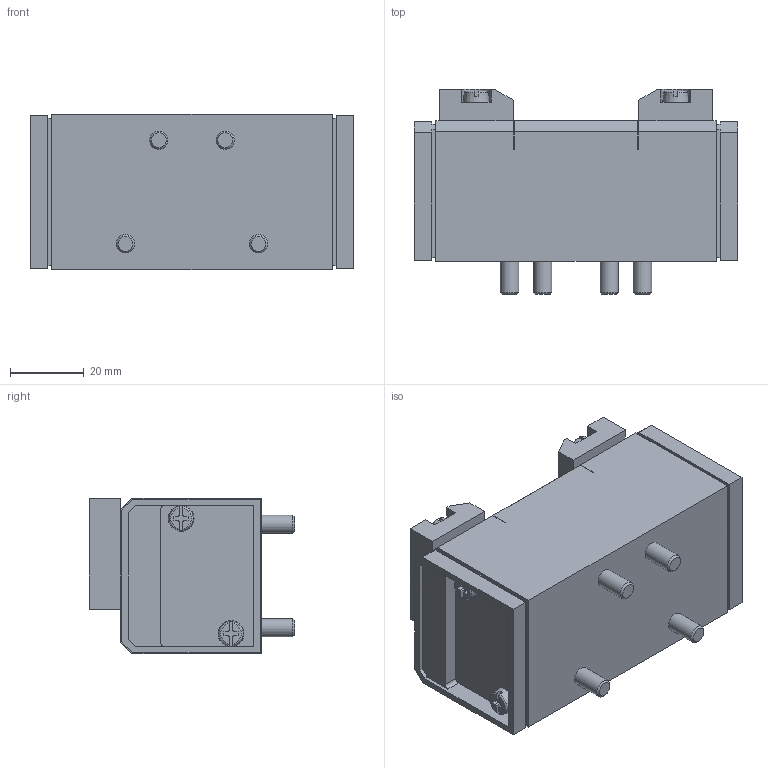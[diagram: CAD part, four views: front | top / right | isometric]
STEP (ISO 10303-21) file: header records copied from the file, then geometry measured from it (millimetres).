
FILE_DESCRIPTION(/* description */ ('STEP AP214'),/* implementation_level */ '2;1');
FILE_NAME(/* name */ '536013_J-5_2-D-1-C-EX',/* time_stamp */ '2024-08-29T14:16:06+02:00',/* author */ ('License CC BY-ND 4.0'),/* organization */ ('CADENAS'),/* preprocessor_version */ 'ST-DEVELOPER v19.3',/* originating_system */ 'PARTsolutions',/* authorisation */ ' ');
FILE_SCHEMA (('AUTOMOTIVE_DESIGN {1 0 10303 214 3 1 1}'));
Length unit declared in the file: millimetre
Products named in the file (1): 536013 J-5/2-D-1-C-EX
Bounding box: 87.6 x 55.5 x 42 mm (x, y, z)
Volume: 128413.8 mm3; surface area: 27661.9 mm2
Topology: 1 solids, 1 shells, 400 faces, 1066 edges, 678 vertices
Faces by surface type: plane 260, cylinder 76, cone 48, torus 16
Full cylindrical faces by diameter (mm): 5 x8, 8.5 x4, 10 x4
Entity records: 14852 total; most frequent: CARTESIAN_POINT 2341, ORIENTED_EDGE 1996, DIRECTION 1988, EDGE_CURVE 998, AXIS2_PLACEMENT_3D 677, VERTEX_POINT 654, LINE 634, VECTOR 634
